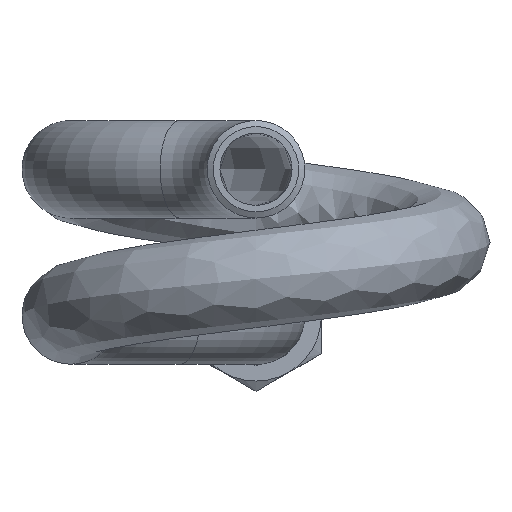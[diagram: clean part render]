
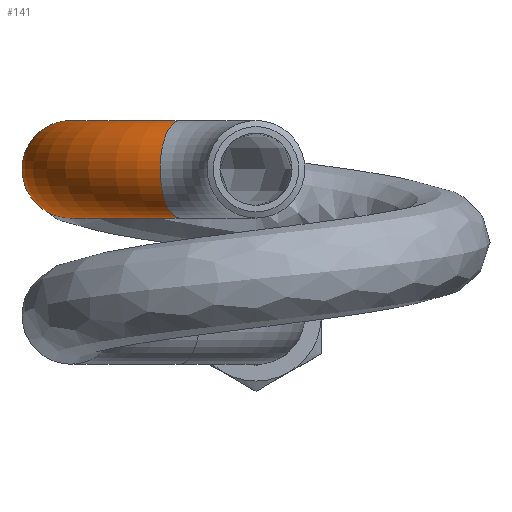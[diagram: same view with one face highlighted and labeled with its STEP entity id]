
A CAD part, left-side view. The second image highlights one B-rep face of the part: STEP entity #141.
In plain terms, the highlighted toroidal (fillet/blend) face has major radius 38 mm and minor radius 10 mm.
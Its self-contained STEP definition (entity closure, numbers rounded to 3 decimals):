
#141 = ADVANCED_FACE( '', ( #317, #318 ), #319, .T. );
#317 = FACE_OUTER_BOUND( '', #526, .T. );
#318 = FACE_OUTER_BOUND( '', #527, .T. );
#319 = TOROIDAL_SURFACE( '', #528, 38., 10. );
#526 = EDGE_LOOP( '', ( #2485 ) );
#527 = EDGE_LOOP( '', ( #2486 ) );
#528 = AXIS2_PLACEMENT_3D( '', #2487, #2488, #2489 );
#2485 = ORIENTED_EDGE( '', *, *, #2753, .T. );
#2486 = ORIENTED_EDGE( '', *, *, #2754, .T. );
#2487 = CARTESIAN_POINT( '', ( 0., 0., 30. ) );
#2488 = DIRECTION( '', ( 0., 0., 1. ) );
#2489 = DIRECTION( '', ( 1., 0., 0. ) );
#2753 = EDGE_CURVE( '', #2954, #2954, #2955, .T. );
#2754 = EDGE_CURVE( '', #2956, #2956, #2957, .T. );
#2954 = VERTEX_POINT( '', #3275 );
#2955 = CIRCLE( '', #3276, 10. );
#2956 = VERTEX_POINT( '', #3277 );
#2957 = CIRCLE( '', #3278, 10. );
#3275 = CARTESIAN_POINT( '', ( 0., 48., 30. ) );
#3276 = AXIS2_PLACEMENT_3D( '', #3562, #3563, #3564 );
#3277 = CARTESIAN_POINT( '', ( -43.783, 19.675, 30. ) );
#3278 = AXIS2_PLACEMENT_3D( '', #3565, #3566, #3567 );
#3562 = CARTESIAN_POINT( '', ( 0., 38., 30. ) );
#3563 = DIRECTION( '', ( -1., 0., 0. ) );
#3564 = DIRECTION( '', ( 0., 1., 0. ) );
#3565 = CARTESIAN_POINT( '', ( -34.661, 15.576, 30. ) );
#3566 = DIRECTION( '', ( 0.41, 0.912, 0. ) );
#3567 = DIRECTION( '', ( -0.912, 0.41, 0. ) );
